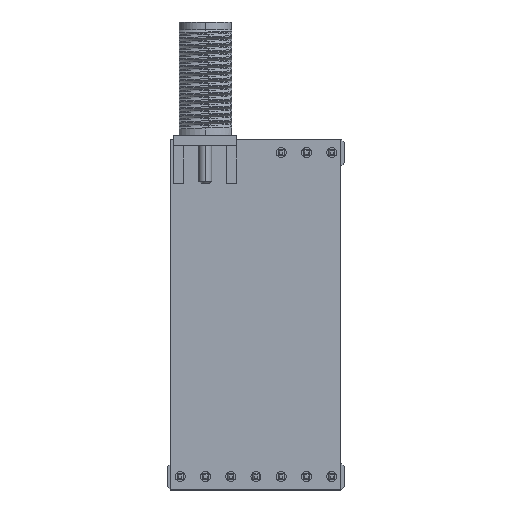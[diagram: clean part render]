
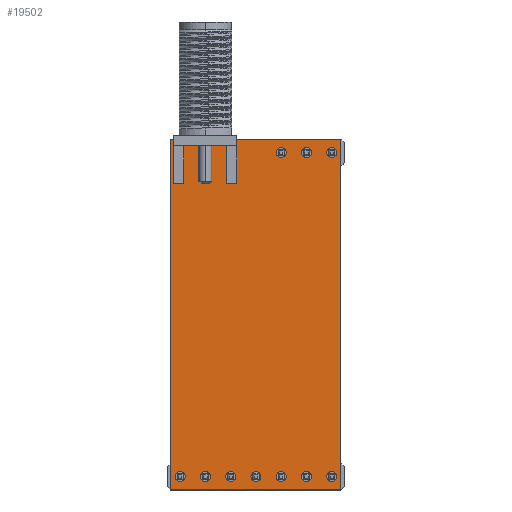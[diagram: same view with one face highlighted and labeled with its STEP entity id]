
A CAD part, top view. The second image highlights one B-rep face of the part: STEP entity #19502.
In plain terms, the highlighted planar face has unit normal (0, 0, 1).
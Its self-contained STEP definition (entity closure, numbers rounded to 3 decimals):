
#19280 = VERTEX_POINT('',#19281);
#19281 = CARTESIAN_POINT('',(152.85,-97.1,1.51));
#19287 = EDGE_CURVE('',#19280,#19288,#19290,.T.);
#19288 = VERTEX_POINT('',#19289);
#19289 = CARTESIAN_POINT('',(135.7,-97.1,1.51));
#19290 = LINE('',#19291,#19292);
#19291 = CARTESIAN_POINT('',(152.85,-97.1,1.51));
#19292 = VECTOR('',#19293,1.);
#19293 = DIRECTION('',(-1.,0.,0.));
#19320 = VERTEX_POINT('',#19321);
#19321 = CARTESIAN_POINT('',(152.85,-61.85,1.51));
#19327 = EDGE_CURVE('',#19320,#19280,#19328,.T.);
#19328 = LINE('',#19329,#19330);
#19329 = CARTESIAN_POINT('',(152.85,-61.85,1.51));
#19330 = VECTOR('',#19331,1.);
#19331 = DIRECTION('',(0.,-1.,0.));
#19349 = EDGE_CURVE('',#19288,#19350,#19352,.T.);
#19350 = VERTEX_POINT('',#19351);
#19351 = CARTESIAN_POINT('',(135.7,-61.85,1.51));
#19352 = LINE('',#19353,#19354);
#19353 = CARTESIAN_POINT('',(135.7,-97.1,1.51));
#19354 = VECTOR('',#19355,1.);
#19355 = DIRECTION('',(0.,1.,0.));
#19502 = ADVANCED_FACE('',(#19503,#19514,#19525,#19536,#19547,#19558,
    #19569,#19580,#19591,#19602,#19613),#19624,.T.);
#19503 = FACE_BOUND('',#19504,.T.);
#19504 = EDGE_LOOP('',(#19505,#19506,#19507,#19513));
#19505 = ORIENTED_EDGE('',*,*,#19287,.F.);
#19506 = ORIENTED_EDGE('',*,*,#19327,.F.);
#19507 = ORIENTED_EDGE('',*,*,#19508,.F.);
#19508 = EDGE_CURVE('',#19350,#19320,#19509,.T.);
#19509 = LINE('',#19510,#19511);
#19510 = CARTESIAN_POINT('',(135.7,-61.85,1.51));
#19511 = VECTOR('',#19512,1.);
#19512 = DIRECTION('',(1.,0.,0.));
#19513 = ORIENTED_EDGE('',*,*,#19349,.F.);
#19514 = FACE_BOUND('',#19515,.T.);
#19515 = EDGE_LOOP('',(#19516));
#19516 = ORIENTED_EDGE('',*,*,#19517,.T.);
#19517 = EDGE_CURVE('',#19518,#19518,#19520,.T.);
#19518 = VERTEX_POINT('',#19519);
#19519 = CARTESIAN_POINT('',(136.68,-96.25,1.51));
#19520 = CIRCLE('',#19521,0.5);
#19521 = AXIS2_PLACEMENT_3D('',#19522,#19523,#19524);
#19522 = CARTESIAN_POINT('',(136.68,-95.75,1.51));
#19523 = DIRECTION('',(-0.,0.,-1.));
#19524 = DIRECTION('',(-0.,-1.,0.));
#19525 = FACE_BOUND('',#19526,.T.);
#19526 = EDGE_LOOP('',(#19527));
#19527 = ORIENTED_EDGE('',*,*,#19528,.T.);
#19528 = EDGE_CURVE('',#19529,#19529,#19531,.T.);
#19529 = VERTEX_POINT('',#19530);
#19530 = CARTESIAN_POINT('',(139.22,-96.25,1.51));
#19531 = CIRCLE('',#19532,0.5);
#19532 = AXIS2_PLACEMENT_3D('',#19533,#19534,#19535);
#19533 = CARTESIAN_POINT('',(139.22,-95.75,1.51));
#19534 = DIRECTION('',(-0.,0.,-1.));
#19535 = DIRECTION('',(-0.,-1.,0.));
#19536 = FACE_BOUND('',#19537,.T.);
#19537 = EDGE_LOOP('',(#19538));
#19538 = ORIENTED_EDGE('',*,*,#19539,.T.);
#19539 = EDGE_CURVE('',#19540,#19540,#19542,.T.);
#19540 = VERTEX_POINT('',#19541);
#19541 = CARTESIAN_POINT('',(141.76,-96.25,1.51));
#19542 = CIRCLE('',#19543,0.5);
#19543 = AXIS2_PLACEMENT_3D('',#19544,#19545,#19546);
#19544 = CARTESIAN_POINT('',(141.76,-95.75,1.51));
#19545 = DIRECTION('',(-0.,0.,-1.));
#19546 = DIRECTION('',(-0.,-1.,0.));
#19547 = FACE_BOUND('',#19548,.T.);
#19548 = EDGE_LOOP('',(#19549));
#19549 = ORIENTED_EDGE('',*,*,#19550,.T.);
#19550 = EDGE_CURVE('',#19551,#19551,#19553,.T.);
#19551 = VERTEX_POINT('',#19552);
#19552 = CARTESIAN_POINT('',(144.3,-96.25,1.51));
#19553 = CIRCLE('',#19554,0.5);
#19554 = AXIS2_PLACEMENT_3D('',#19555,#19556,#19557);
#19555 = CARTESIAN_POINT('',(144.3,-95.75,1.51));
#19556 = DIRECTION('',(-0.,0.,-1.));
#19557 = DIRECTION('',(-0.,-1.,0.));
#19558 = FACE_BOUND('',#19559,.T.);
#19559 = EDGE_LOOP('',(#19560));
#19560 = ORIENTED_EDGE('',*,*,#19561,.T.);
#19561 = EDGE_CURVE('',#19562,#19562,#19564,.T.);
#19562 = VERTEX_POINT('',#19563);
#19563 = CARTESIAN_POINT('',(146.84,-96.25,1.51));
#19564 = CIRCLE('',#19565,0.5);
#19565 = AXIS2_PLACEMENT_3D('',#19566,#19567,#19568);
#19566 = CARTESIAN_POINT('',(146.84,-95.75,1.51));
#19567 = DIRECTION('',(-0.,0.,-1.));
#19568 = DIRECTION('',(-0.,-1.,0.));
#19569 = FACE_BOUND('',#19570,.T.);
#19570 = EDGE_LOOP('',(#19571));
#19571 = ORIENTED_EDGE('',*,*,#19572,.T.);
#19572 = EDGE_CURVE('',#19573,#19573,#19575,.T.);
#19573 = VERTEX_POINT('',#19574);
#19574 = CARTESIAN_POINT('',(149.38,-96.25,1.51));
#19575 = CIRCLE('',#19576,0.5);
#19576 = AXIS2_PLACEMENT_3D('',#19577,#19578,#19579);
#19577 = CARTESIAN_POINT('',(149.38,-95.75,1.51));
#19578 = DIRECTION('',(-0.,0.,-1.));
#19579 = DIRECTION('',(-0.,-1.,0.));
#19580 = FACE_BOUND('',#19581,.T.);
#19581 = EDGE_LOOP('',(#19582));
#19582 = ORIENTED_EDGE('',*,*,#19583,.T.);
#19583 = EDGE_CURVE('',#19584,#19584,#19586,.T.);
#19584 = VERTEX_POINT('',#19585);
#19585 = CARTESIAN_POINT('',(151.92,-96.25,1.51));
#19586 = CIRCLE('',#19587,0.5);
#19587 = AXIS2_PLACEMENT_3D('',#19588,#19589,#19590);
#19588 = CARTESIAN_POINT('',(151.92,-95.75,1.51));
#19589 = DIRECTION('',(-0.,0.,-1.));
#19590 = DIRECTION('',(-0.,-1.,0.));
#19591 = FACE_BOUND('',#19592,.T.);
#19592 = EDGE_LOOP('',(#19593));
#19593 = ORIENTED_EDGE('',*,*,#19594,.T.);
#19594 = EDGE_CURVE('',#19595,#19595,#19597,.T.);
#19595 = VERTEX_POINT('',#19596);
#19596 = CARTESIAN_POINT('',(146.85,-63.65,1.51));
#19597 = CIRCLE('',#19598,0.5);
#19598 = AXIS2_PLACEMENT_3D('',#19599,#19600,#19601);
#19599 = CARTESIAN_POINT('',(146.85,-63.15,1.51));
#19600 = DIRECTION('',(-0.,0.,-1.));
#19601 = DIRECTION('',(-0.,-1.,0.));
#19602 = FACE_BOUND('',#19603,.T.);
#19603 = EDGE_LOOP('',(#19604));
#19604 = ORIENTED_EDGE('',*,*,#19605,.T.);
#19605 = EDGE_CURVE('',#19606,#19606,#19608,.T.);
#19606 = VERTEX_POINT('',#19607);
#19607 = CARTESIAN_POINT('',(149.39,-63.65,1.51));
#19608 = CIRCLE('',#19609,0.5);
#19609 = AXIS2_PLACEMENT_3D('',#19610,#19611,#19612);
#19610 = CARTESIAN_POINT('',(149.39,-63.15,1.51));
#19611 = DIRECTION('',(-0.,0.,-1.));
#19612 = DIRECTION('',(-0.,-1.,0.));
#19613 = FACE_BOUND('',#19614,.T.);
#19614 = EDGE_LOOP('',(#19615));
#19615 = ORIENTED_EDGE('',*,*,#19616,.T.);
#19616 = EDGE_CURVE('',#19617,#19617,#19619,.T.);
#19617 = VERTEX_POINT('',#19618);
#19618 = CARTESIAN_POINT('',(151.93,-63.65,1.51));
#19619 = CIRCLE('',#19620,0.5);
#19620 = AXIS2_PLACEMENT_3D('',#19621,#19622,#19623);
#19621 = CARTESIAN_POINT('',(151.93,-63.15,1.51));
#19622 = DIRECTION('',(-0.,0.,-1.));
#19623 = DIRECTION('',(-0.,-1.,0.));
#19624 = PLANE('',#19625);
#19625 = AXIS2_PLACEMENT_3D('',#19626,#19627,#19628);
#19626 = CARTESIAN_POINT('',(0.,0.,1.51));
#19627 = DIRECTION('',(0.,0.,1.));
#19628 = DIRECTION('',(1.,0.,-0.));
